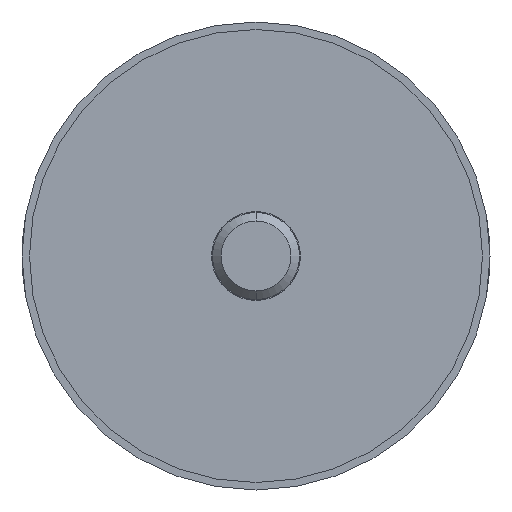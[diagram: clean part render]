
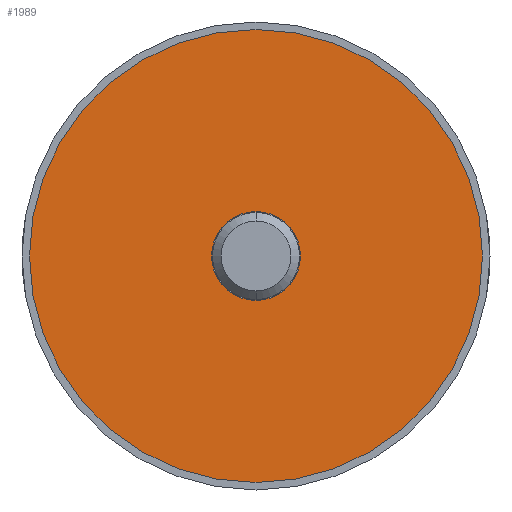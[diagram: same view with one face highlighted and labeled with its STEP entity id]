
A CAD part, front view. The second image highlights one B-rep face of the part: STEP entity #1989.
In plain terms, the highlighted planar face has unit normal (0, -1, 0).
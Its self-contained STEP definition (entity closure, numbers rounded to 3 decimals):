
#22 = CARTESIAN_POINT ( 'NONE',  ( 0., 10., 0. ) ) ;
#80 = EDGE_CURVE ( 'NONE', #460, #1802, #860, .T. ) ;
#159 = AXIS2_PLACEMENT_3D ( 'NONE', #1343, #1976, #359 ) ;
#194 = PLANE ( 'NONE',  #1555 ) ;
#280 = EDGE_CURVE ( 'NONE', #1672, #447, #395, .T. ) ;
#353 = FACE_BOUND ( 'NONE', #1052, .T. ) ;
#359 = DIRECTION ( 'NONE',  ( 0., 0., 1. ) ) ;
#395 = CIRCLE ( 'NONE', #1552, 26. ) ;
#412 = EDGE_LOOP ( 'NONE', ( #686, #1730 ) ) ;
#447 = VERTEX_POINT ( 'NONE', #1546 ) ;
#460 = VERTEX_POINT ( 'NONE', #1713 ) ;
#485 = AXIS2_PLACEMENT_3D ( 'NONE', #1707, #614, #2055 ) ;
#494 = ORIENTED_EDGE ( 'NONE', *, *, #80, .T. ) ;
#495 = FACE_OUTER_BOUND ( 'NONE', #412, .T. ) ;
#614 = DIRECTION ( 'NONE',  ( 0., 1., 0. ) ) ;
#686 = ORIENTED_EDGE ( 'NONE', *, *, #1682, .F. ) ;
#721 = DIRECTION ( 'NONE',  ( 0., 0., 1. ) ) ;
#793 = AXIS2_PLACEMENT_3D ( 'NONE', #22, #1272, #806 ) ;
#806 = DIRECTION ( 'NONE',  ( 0., 0., 1. ) ) ;
#860 = CIRCLE ( 'NONE', #485, 5.1 ) ;
#897 = DIRECTION ( 'NONE',  ( 0., 1., 0. ) ) ;
#903 = CARTESIAN_POINT ( 'NONE',  ( 0., 10., -5.1 ) ) ;
#922 = ORIENTED_EDGE ( 'NONE', *, *, #1188, .T. ) ;
#955 = CARTESIAN_POINT ( 'NONE',  ( 0., 10., 0. ) ) ;
#1044 = CARTESIAN_POINT ( 'NONE',  ( 0., 10., 0. ) ) ;
#1052 = EDGE_LOOP ( 'NONE', ( #922, #494 ) ) ;
#1153 = CARTESIAN_POINT ( 'NONE',  ( 0., 10., 26. ) ) ;
#1188 = EDGE_CURVE ( 'NONE', #1802, #460, #1990, .T. ) ;
#1269 = DIRECTION ( 'NONE',  ( 0., 1., 0. ) ) ;
#1272 = DIRECTION ( 'NONE',  ( 0., 1., 0. ) ) ;
#1335 = CIRCLE ( 'NONE', #159, 26. ) ;
#1343 = CARTESIAN_POINT ( 'NONE',  ( 0., 10., 0. ) ) ;
#1546 = CARTESIAN_POINT ( 'NONE',  ( 0., 10., -26. ) ) ;
#1552 = AXIS2_PLACEMENT_3D ( 'NONE', #1044, #897, #721 ) ;
#1555 = AXIS2_PLACEMENT_3D ( 'NONE', #955, #1269, #1589 ) ;
#1589 = DIRECTION ( 'NONE',  ( 0., 0., 1. ) ) ;
#1672 = VERTEX_POINT ( 'NONE', #1153 ) ;
#1682 = EDGE_CURVE ( 'NONE', #447, #1672, #1335, .T. ) ;
#1707 = CARTESIAN_POINT ( 'NONE',  ( 0., 10., 0. ) ) ;
#1713 = CARTESIAN_POINT ( 'NONE',  ( 0., 10., 5.1 ) ) ;
#1730 = ORIENTED_EDGE ( 'NONE', *, *, #280, .F. ) ;
#1802 = VERTEX_POINT ( 'NONE', #903 ) ;
#1976 = DIRECTION ( 'NONE',  ( 0., 1., 0. ) ) ;
#1989 = ADVANCED_FACE ( 'NONE', ( #495, #353 ), #194, .F. ) ;
#1990 = CIRCLE ( 'NONE', #793, 5.1 ) ;
#2055 = DIRECTION ( 'NONE',  ( 0., 0., 1. ) ) ;
